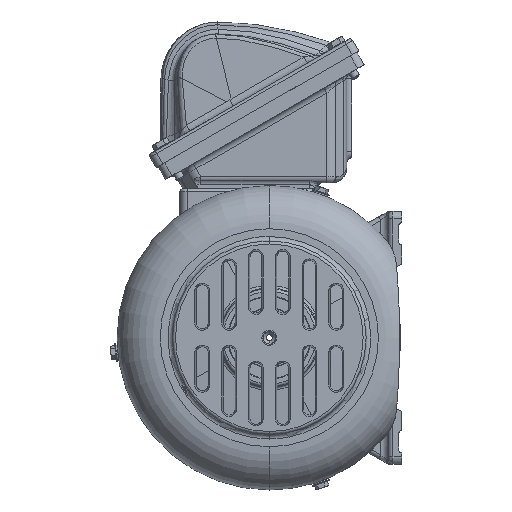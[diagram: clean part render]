
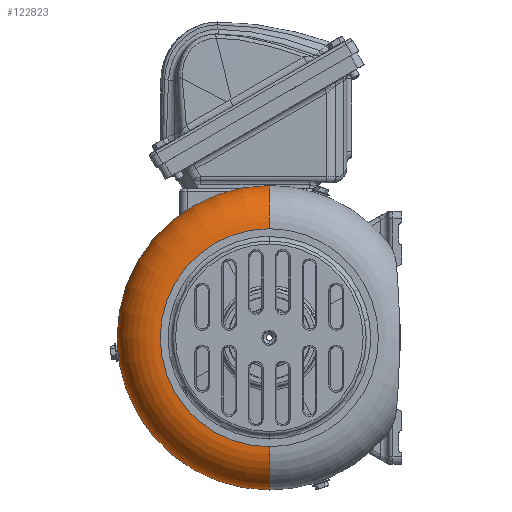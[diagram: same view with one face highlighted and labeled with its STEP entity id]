
A CAD part, left-side view. The second image highlights one B-rep face of the part: STEP entity #122823.
In plain terms, the highlighted toroidal (fillet/blend) face has major radius 73.25 mm and minor radius 29 mm.
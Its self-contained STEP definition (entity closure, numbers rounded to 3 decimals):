
#121675=CARTESIAN_POINT('Vertex',(-113.576,0.,102.25)) ;
#122002=CARTESIAN_POINT('Vertex',(-113.576,0.,-102.25)) ;
#122005=CARTESIAN_POINT('Axis2P3D Location',(-113.576,0.,0.)) ;
#122087=CARTESIAN_POINT('Axis2P3D Location',(-113.576,0.,-73.25)) ;
#122091=CARTESIAN_POINT('Vertex',(-142.576,0.,-73.25)) ;
#122230=CARTESIAN_POINT('Axis2P3D Location',(-113.576,0.,73.25)) ;
#122234=CARTESIAN_POINT('Vertex',(-142.576,0.,73.25)) ;
#122807=CARTESIAN_POINT('Axis2P3D Location',(-113.576,0.,0.)) ;
#122812=CARTESIAN_POINT('Axis2P3D Location',(-142.576,0.,0.)) ;
#122006=DIRECTION('Axis2P3D Direction',(-1.,0.,0.)) ;
#122088=DIRECTION('Axis2P3D Direction',(0.,1.,0.)) ;
#122231=DIRECTION('Axis2P3D Direction',(0.,-1.,0.)) ;
#122808=DIRECTION('Axis2P3D Direction',(-1.,0.,0.)) ;
#122809=DIRECTION('Axis2P3D XDirection',(0.,0.,1.)) ;
#122813=DIRECTION('Axis2P3D Direction',(-1.,0.,0.)) ;
#122007=AXIS2_PLACEMENT_3D('Circle Axis2P3D',#122005,#122006,$) ;
#122089=AXIS2_PLACEMENT_3D('Circle Axis2P3D',#122087,#122088,$) ;
#122232=AXIS2_PLACEMENT_3D('Circle Axis2P3D',#122230,#122231,$) ;
#122810=AXIS2_PLACEMENT_3D('Torus Axis2P3D',#122807,#122808,#122809) ;
#122814=AXIS2_PLACEMENT_3D('Circle Axis2P3D',#122812,#122813,$) ;
#122818=ORIENTED_EDGE('',*,*,#122009,.F.) ;
#122819=ORIENTED_EDGE('',*,*,#122093,.T.) ;
#122820=ORIENTED_EDGE('',*,*,#122816,.F.) ;
#122821=ORIENTED_EDGE('',*,*,#122236,.F.) ;
#122823=ADVANCED_FACE('\X2\51434EF6672C9AD4\X0\',(#122822),#122811,.T.) ;
#122008=CIRCLE('generated circle',#122007,102.25) ;
#122090=CIRCLE('generated circle',#122089,29.) ;
#122233=CIRCLE('generated circle',#122232,29.) ;
#122815=CIRCLE('generated circle',#122814,73.25) ;
#122811=TOROIDAL_SURFACE('homeo Torus',#122810,73.25,29.) ;
#122009=EDGE_CURVE('',#122003,#121676,#122008,.F.) ;
#122093=EDGE_CURVE('',#122003,#122092,#122090,.T.) ;
#122236=EDGE_CURVE('',#121676,#122235,#122233,.T.) ;
#122816=EDGE_CURVE('',#122235,#122092,#122815,.T.) ;
#122817=EDGE_LOOP('',(#122818,#122819,#122820,#122821)) ;
#122822=FACE_OUTER_BOUND('',#122817,.T.) ;
#121676=VERTEX_POINT('',#121675) ;
#122003=VERTEX_POINT('',#122002) ;
#122092=VERTEX_POINT('',#122091) ;
#122235=VERTEX_POINT('',#122234) ;
